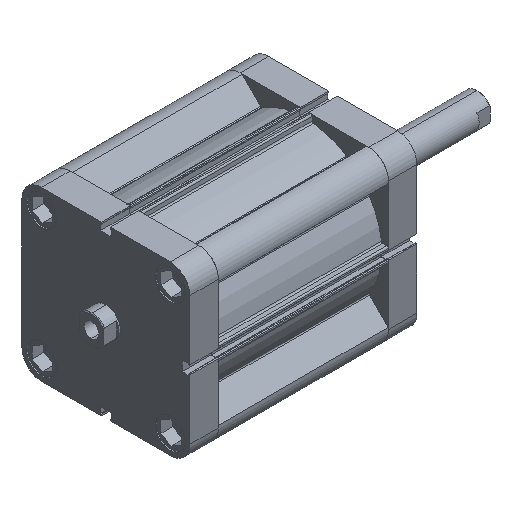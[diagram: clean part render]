
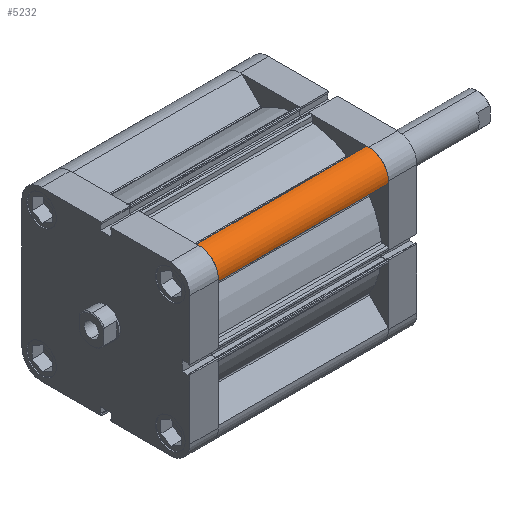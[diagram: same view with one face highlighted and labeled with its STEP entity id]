
A CAD part, isometric view. The second image highlights one B-rep face of the part: STEP entity #5232.
In plain terms, the highlighted cylindrical face has radius 13.5 mm (diameter 27 mm), a partial arc.
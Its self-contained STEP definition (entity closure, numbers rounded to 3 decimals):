
#139 = AXIS2_PLACEMENT_3D ( 'NONE', #2269, #2261, #2264 ) ;
#428 = AXIS2_PLACEMENT_3D ( 'NONE', #7127, #7136, #7137 ) ;
#491 = AXIS2_PLACEMENT_3D ( 'NONE', #7923, #7931, #7932 ) ;
#1535 = CARTESIAN_POINT ( 'NONE',  ( 57.925, -43.075, 117.5 ) ) ;
#1584 = CARTESIAN_POINT ( 'NONE',  ( 43.075, -57.925, 117.5 ) ) ;
#1641 = CARTESIAN_POINT ( 'NONE',  ( 43.075, -57.925, 0. ) ) ;
#1650 = CARTESIAN_POINT ( 'NONE',  ( 57.925, -43.075, 0. ) ) ;
#2261 = DIRECTION ( 'NONE',  ( 0., 0., -1. ) ) ;
#2264 = DIRECTION ( 'NONE',  ( -1., 0., 0. ) ) ;
#2269 = CARTESIAN_POINT ( 'NONE',  ( 44.5, -44.5, 117.5 ) ) ;
#3010 = CYLINDRICAL_SURFACE ( 'NONE', #139, 13.5 ) ;
#3011 = FACE_OUTER_BOUND ( 'NONE', #8060, .T. ) ;
#4029 = ORIENTED_EDGE ( 'NONE', *, *, #5935, .T. ) ;
#4030 = ORIENTED_EDGE ( 'NONE', *, *, #5983, .F. ) ;
#4031 = ORIENTED_EDGE ( 'NONE', *, *, #5826, .F. ) ;
#4032 = ORIENTED_EDGE ( 'NONE', *, *, #5990, .T. ) ;
#4747 = VERTEX_POINT ( 'NONE', #1535 ) ;
#4796 = VERTEX_POINT ( 'NONE', #1584 ) ;
#4853 = VERTEX_POINT ( 'NONE', #1641 ) ;
#4862 = VERTEX_POINT ( 'NONE', #1650 ) ;
#5232 = ADVANCED_FACE ( 'NONE', ( #3011 ), #3010, .T. ) ;
#5826 = EDGE_CURVE ( 'NONE', #4796, #4747, #7344, .T. ) ;
#5935 = EDGE_CURVE ( 'NONE', #4853, #4862, #7511, .T. ) ;
#5983 = EDGE_CURVE ( 'NONE', #4747, #4862, #7585, .T. ) ;
#5990 = EDGE_CURVE ( 'NONE', #4796, #4853, #7599, .T. ) ;
#7127 = CARTESIAN_POINT ( 'NONE',  ( 44.5, -44.5, 117.5 ) ) ;
#7136 = DIRECTION ( 'NONE',  ( 0., 0., 1. ) ) ;
#7137 = DIRECTION ( 'NONE',  ( -1., 0., 0. ) ) ;
#7344 = CIRCLE ( 'NONE', #428, 13.5 ) ;
#7511 = CIRCLE ( 'NONE', #491, 13.5 ) ;
#7585 = LINE ( 'NONE', #8052, #7586 ) ;
#7586 = VECTOR ( 'NONE', #8054, 1000. ) ;
#7599 = LINE ( 'NONE', #8070, #7600 ) ;
#7600 = VECTOR ( 'NONE', #8071, 1000. ) ;
#7923 = CARTESIAN_POINT ( 'NONE',  ( 44.5, -44.5, 0. ) ) ;
#7931 = DIRECTION ( 'NONE',  ( 0., 0., 1. ) ) ;
#7932 = DIRECTION ( 'NONE',  ( -1., 0., 0. ) ) ;
#8052 = CARTESIAN_POINT ( 'NONE',  ( 57.925, -43.075, 117.5 ) ) ;
#8054 = DIRECTION ( 'NONE',  ( 0., 0., -1. ) ) ;
#8060 = EDGE_LOOP ( 'NONE', ( #4029, #4030, #4031, #4032 ) ) ;
#8070 = CARTESIAN_POINT ( 'NONE',  ( 43.075, -57.925, 117.5 ) ) ;
#8071 = DIRECTION ( 'NONE',  ( 0., 0., -1. ) ) ;
